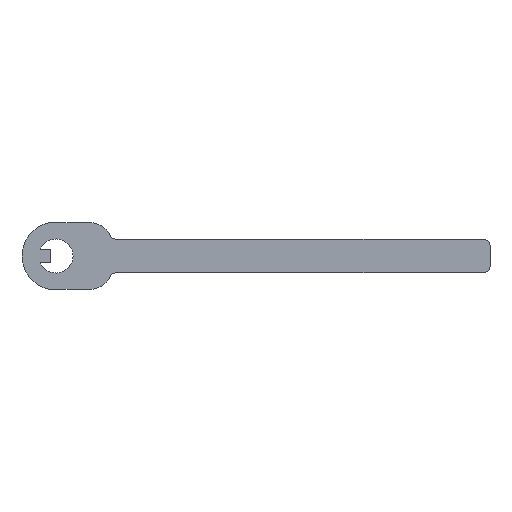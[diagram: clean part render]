
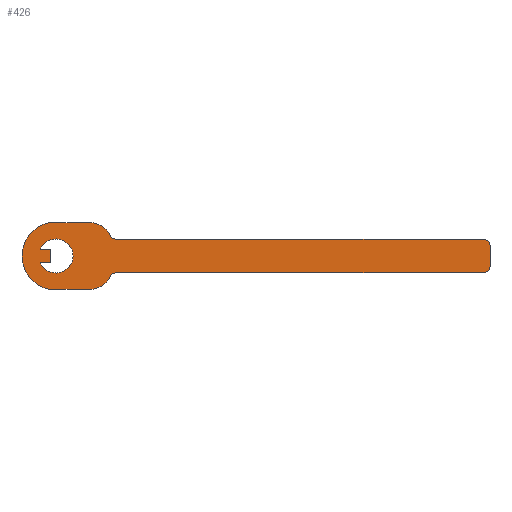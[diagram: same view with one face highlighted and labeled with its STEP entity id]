
A CAD part, top view. The second image highlights one B-rep face of the part: STEP entity #426.
In plain terms, the highlighted planar face has unit normal (0, 0, 1).
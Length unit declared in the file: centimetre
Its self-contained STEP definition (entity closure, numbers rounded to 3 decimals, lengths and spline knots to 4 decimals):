
#112=PLANE('',#460);
#116=VECTOR('',#471,1.);
#121=VECTOR('',#489,1.);
#125=VECTOR('',#500,1.);
#130=VECTOR('',#518,1.);
#134=VECTOR('',#529,1.);
#136=VECTOR('',#532,1.);
#141=VECTOR('',#544,1.);
#144=VECTOR('',#548,1.);
#148=LINE('',#562,#116);
#153=LINE('',#580,#121);
#157=LINE('',#592,#125);
#162=LINE('',#610,#130);
#166=LINE('',#622,#134);
#168=LINE('',#625,#136);
#173=LINE('',#640,#141);
#176=LINE('',#646,#144);
#178=VERTEX_POINT('',#554);
#179=VERTEX_POINT('',#555);
#182=VERTEX_POINT('',#563);
#184=VERTEX_POINT('',#569);
#186=VERTEX_POINT('',#575);
#188=VERTEX_POINT('',#581);
#190=VERTEX_POINT('',#587);
#192=VERTEX_POINT('',#593);
#194=VERTEX_POINT('',#599);
#196=VERTEX_POINT('',#605);
#198=VERTEX_POINT('',#611);
#200=VERTEX_POINT('',#617);
#202=VERTEX_POINT('',#626);
#203=VERTEX_POINT('',#627);
#206=VERTEX_POINT('',#635);
#208=VERTEX_POINT('',#641);
#210=CIRCLE('',#429,0.254);
#212=CIRCLE('',#433,0.254);
#214=CIRCLE('',#436,0.889);
#216=CIRCLE('',#440,1.2924);
#218=CIRCLE('',#444,0.889);
#220=CIRCLE('',#447,0.254);
#222=CIRCLE('',#451,0.254);
#224=CIRCLE('',#456,0.6477);
#226=EDGE_CURVE('',#178,#179,#210,.T.);
#230=EDGE_CURVE('',#179,#182,#148,.T.);
#233=EDGE_CURVE('',#182,#184,#212,.T.);
#236=EDGE_CURVE('',#184,#186,#214,.T.);
#239=EDGE_CURVE('',#186,#188,#153,.T.);
#242=EDGE_CURVE('',#188,#190,#216,.T.);
#245=EDGE_CURVE('',#190,#192,#157,.T.);
#248=EDGE_CURVE('',#192,#194,#218,.T.);
#251=EDGE_CURVE('',#194,#196,#220,.T.);
#254=EDGE_CURVE('',#196,#198,#162,.T.);
#257=EDGE_CURVE('',#198,#200,#222,.T.);
#260=EDGE_CURVE('',#200,#178,#166,.T.);
#262=EDGE_CURVE('',#202,#203,#168,.T.);
#266=EDGE_CURVE('',#203,#206,#224,.T.);
#269=EDGE_CURVE('',#206,#208,#173,.T.);
#272=EDGE_CURVE('',#208,#202,#176,.T.);
#338=ORIENTED_EDGE('',*,*,#262,.F.);
#339=ORIENTED_EDGE('',*,*,#272,.F.);
#340=ORIENTED_EDGE('',*,*,#269,.F.);
#341=ORIENTED_EDGE('',*,*,#266,.F.);
#342=ORIENTED_EDGE('',*,*,#226,.F.);
#343=ORIENTED_EDGE('',*,*,#260,.F.);
#344=ORIENTED_EDGE('',*,*,#257,.F.);
#345=ORIENTED_EDGE('',*,*,#254,.F.);
#346=ORIENTED_EDGE('',*,*,#251,.F.);
#347=ORIENTED_EDGE('',*,*,#248,.F.);
#348=ORIENTED_EDGE('',*,*,#245,.F.);
#349=ORIENTED_EDGE('',*,*,#242,.F.);
#350=ORIENTED_EDGE('',*,*,#239,.F.);
#351=ORIENTED_EDGE('',*,*,#236,.F.);
#352=ORIENTED_EDGE('',*,*,#233,.F.);
#353=ORIENTED_EDGE('',*,*,#230,.F.);
#386=EDGE_LOOP('',(#338,#339,#340,#341));
#387=EDGE_LOOP('',(#342,#343,#344,#345,#346,#347,#348,#349,#350,#351,#352,
#353));
#406=FACE_BOUND('',#386,.T.);
#407=FACE_BOUND('',#387,.T.);
#426=ADVANCED_FACE('',(#406,#407),#112,.T.);
#429=AXIS2_PLACEMENT_3D('',#553,#464,#465);
#433=AXIS2_PLACEMENT_3D('',#568,#476,#477);
#436=AXIS2_PLACEMENT_3D('',#574,#483,#484);
#440=AXIS2_PLACEMENT_3D('',#586,#494,#495);
#444=AXIS2_PLACEMENT_3D('',#598,#505,#506);
#447=AXIS2_PLACEMENT_3D('',#604,#512,#513);
#451=AXIS2_PLACEMENT_3D('',#616,#523,#524);
#456=AXIS2_PLACEMENT_3D('',#634,#538,#539);
#460=AXIS2_PLACEMENT_3D('',#648,#550,$);
#464=DIRECTION('',(0.,0.,-1.));
#465=DIRECTION('',(0.254,0.,0.));
#471=DIRECTION('',(-1.,0.,0.));
#476=DIRECTION('',(0.,0.,1.));
#477=DIRECTION('',(0.254,0.,0.));
#483=DIRECTION('',(0.,0.,-1.));
#484=DIRECTION('',(0.889,0.,0.));
#489=DIRECTION('',(-1.,0.,0.));
#494=DIRECTION('',(0.,0.,-1.));
#495=DIRECTION('',(1.292,0.,0.));
#500=DIRECTION('',(1.,0.,0.));
#505=DIRECTION('',(0.,0.,-1.));
#506=DIRECTION('',(0.889,0.,0.));
#512=DIRECTION('',(0.,0.,1.));
#513=DIRECTION('',(0.254,0.,0.));
#518=DIRECTION('',(1.,0.,0.));
#523=DIRECTION('',(0.,0.,-1.));
#524=DIRECTION('',(0.254,0.,0.));
#529=DIRECTION('',(0.,-1.,0.));
#532=DIRECTION('',(-1.,0.,0.));
#538=DIRECTION('',(0.,0.,1.));
#539=DIRECTION('',(0.648,0.,0.));
#544=DIRECTION('',(1.,0.,0.));
#548=DIRECTION('',(0.,-1.,0.));
#550=DIRECTION('',(0.,0.,1.));
#553=CARTESIAN_POINT('',(15.2294,-0.1448,-1.4678));
#554=CARTESIAN_POINT('',(15.4834,-0.1448,-1.4678));
#555=CARTESIAN_POINT('',(15.2294,-0.3988,-1.4678));
#562=CARTESIAN_POINT('',(15.2294,-0.3988,-1.4678));
#563=CARTESIAN_POINT('',(1.2694,-0.3988,-1.4678));
#568=CARTESIAN_POINT('',(1.2694,-0.6528,-1.4678));
#569=CARTESIAN_POINT('',(1.0418,-0.5399,-1.4678));
#574=CARTESIAN_POINT('',(0.2455,-0.1448,-1.4678));
#575=CARTESIAN_POINT('',(0.2455,-1.0338,-1.4678));
#580=CARTESIAN_POINT('',(0.2455,-1.0338,-1.4678));
#581=CARTESIAN_POINT('',(-1.2661,-1.0338,-1.4678));
#586=CARTESIAN_POINT('',(-1.0266,0.2362,-1.4678));
#587=CARTESIAN_POINT('',(-1.2661,1.5062,-1.4678));
#592=CARTESIAN_POINT('',(-1.2661,1.5062,-1.4678));
#593=CARTESIAN_POINT('',(0.2455,1.5062,-1.4678));
#598=CARTESIAN_POINT('',(0.2455,0.6172,-1.4678));
#599=CARTESIAN_POINT('',(1.0418,1.0123,-1.4678));
#604=CARTESIAN_POINT('',(1.2694,1.1252,-1.4678));
#605=CARTESIAN_POINT('',(1.2694,0.8712,-1.4678));
#610=CARTESIAN_POINT('',(1.2694,0.8712,-1.4678));
#611=CARTESIAN_POINT('',(15.2294,0.8712,-1.4678));
#616=CARTESIAN_POINT('',(15.2294,0.6172,-1.4678));
#617=CARTESIAN_POINT('',(15.4834,0.6172,-1.4678));
#622=CARTESIAN_POINT('',(15.4834,0.6172,-1.4678));
#625=CARTESIAN_POINT('',(-1.2413,-0.0176,-1.4678));
#626=CARTESIAN_POINT('',(-1.2413,-0.0176,-1.4678));
#627=CARTESIAN_POINT('',(-1.6225,-0.0176,-1.4678));
#634=CARTESIAN_POINT('',(-1.0266,0.2362,-1.4678));
#635=CARTESIAN_POINT('',(-1.6223,0.4904,-1.4678));
#640=CARTESIAN_POINT('',(-1.6223,0.4904,-1.4678));
#641=CARTESIAN_POINT('',(-1.2413,0.4904,-1.4678));
#646=CARTESIAN_POINT('',(-1.2413,0.4904,-1.4678));
#648=CARTESIAN_POINT('',(6.4252,0.2362,-1.4678));
